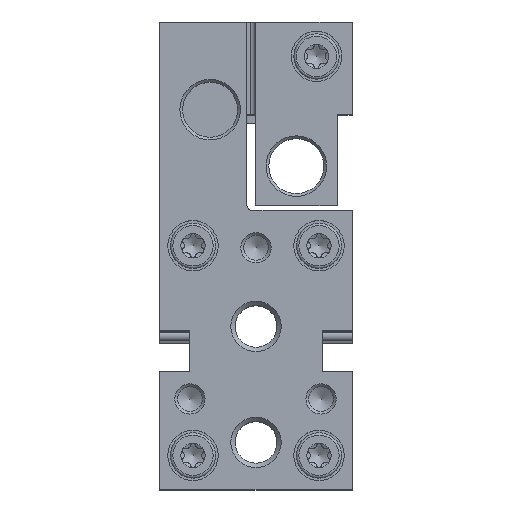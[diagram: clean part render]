
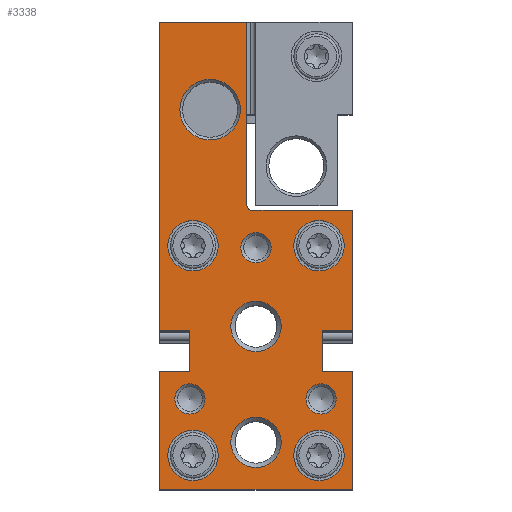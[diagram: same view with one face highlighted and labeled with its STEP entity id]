
A CAD part, top view. The second image highlights one B-rep face of the part: STEP entity #3338.
In plain terms, the highlighted planar face has unit normal (0, 0, 1).
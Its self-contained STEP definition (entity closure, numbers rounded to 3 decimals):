
#259=CIRCLE('',#3550,1.5);
#260=CIRCLE('',#3551,1.5);
#261=CIRCLE('',#3552,1.5);
#262=CIRCLE('',#3553,2.5);
#263=CIRCLE('',#3554,2.5);
#264=CIRCLE('',#3555,2.5);
#265=CIRCLE('',#3556,2.5);
#266=CIRCLE('',#3557,2.5);
#267=CIRCLE('',#3558,2.5);
#268=CIRCLE('',#3559,3.);
#269=CIRCLE('',#3560,0.5);
#408=ORIENTED_EDGE('',*,*,#1148,.T.);
#409=ORIENTED_EDGE('',*,*,#1149,.T.);
#410=ORIENTED_EDGE('',*,*,#1150,.T.);
#411=ORIENTED_EDGE('',*,*,#1151,.T.);
#412=ORIENTED_EDGE('',*,*,#1152,.T.);
#413=ORIENTED_EDGE('',*,*,#1153,.F.);
#414=ORIENTED_EDGE('',*,*,#1154,.F.);
#415=ORIENTED_EDGE('',*,*,#1155,.F.);
#416=ORIENTED_EDGE('',*,*,#1156,.F.);
#417=ORIENTED_EDGE('',*,*,#1157,.T.);
#418=ORIENTED_EDGE('',*,*,#1158,.T.);
#419=ORIENTED_EDGE('',*,*,#1159,.F.);
#420=ORIENTED_EDGE('',*,*,#1160,.T.);
#421=ORIENTED_EDGE('',*,*,#1161,.T.);
#422=ORIENTED_EDGE('',*,*,#1111,.T.);
#423=ORIENTED_EDGE('',*,*,#1162,.T.);
#424=ORIENTED_EDGE('',*,*,#1163,.T.);
#425=ORIENTED_EDGE('',*,*,#1164,.F.);
#426=ORIENTED_EDGE('',*,*,#1165,.F.);
#427=ORIENTED_EDGE('',*,*,#1166,.T.);
#428=ORIENTED_EDGE('',*,*,#1167,.T.);
#429=ORIENTED_EDGE('',*,*,#1168,.F.);
#430=ORIENTED_EDGE('',*,*,#1169,.F.);
#431=ORIENTED_EDGE('',*,*,#1170,.F.);
#432=ORIENTED_EDGE('',*,*,#1171,.T.);
#1111=EDGE_CURVE('',#1482,#1483,#1758,.T.);
#1148=EDGE_CURVE('',#1517,#1517,#259,.T.);
#1149=EDGE_CURVE('',#1518,#1518,#260,.T.);
#1150=EDGE_CURVE('',#1519,#1519,#261,.T.);
#1151=EDGE_CURVE('',#1520,#1520,#262,.T.);
#1152=EDGE_CURVE('',#1521,#1521,#263,.T.);
#1153=EDGE_CURVE('',#1522,#1522,#264,.T.);
#1154=EDGE_CURVE('',#1523,#1523,#265,.T.);
#1155=EDGE_CURVE('',#1524,#1524,#266,.T.);
#1156=EDGE_CURVE('',#1525,#1525,#267,.T.);
#1157=EDGE_CURVE('',#1526,#1526,#268,.T.);
#1158=EDGE_CURVE('',#1527,#1528,#1786,.T.);
#1159=EDGE_CURVE('',#1529,#1528,#1787,.T.);
#1160=EDGE_CURVE('',#1529,#1530,#1788,.T.);
#1161=EDGE_CURVE('',#1530,#1482,#1789,.T.);
#1162=EDGE_CURVE('',#1483,#1531,#1790,.T.);
#1163=EDGE_CURVE('',#1531,#1532,#1791,.T.);
#1164=EDGE_CURVE('',#1533,#1532,#1792,.T.);
#1165=EDGE_CURVE('',#1534,#1533,#1793,.T.);
#1166=EDGE_CURVE('',#1534,#1535,#1794,.T.);
#1167=EDGE_CURVE('',#1535,#1536,#1795,.T.);
#1168=EDGE_CURVE('',#1537,#1536,#1796,.T.);
#1169=EDGE_CURVE('',#1538,#1537,#269,.T.);
#1170=EDGE_CURVE('',#1539,#1538,#1797,.T.);
#1171=EDGE_CURVE('',#1539,#1527,#1798,.T.);
#1482=VERTEX_POINT('',#4667);
#1483=VERTEX_POINT('',#4668);
#1517=VERTEX_POINT('',#4742);
#1518=VERTEX_POINT('',#4744);
#1519=VERTEX_POINT('',#4746);
#1520=VERTEX_POINT('',#4748);
#1521=VERTEX_POINT('',#4750);
#1522=VERTEX_POINT('',#4752);
#1523=VERTEX_POINT('',#4754);
#1524=VERTEX_POINT('',#4756);
#1525=VERTEX_POINT('',#4758);
#1526=VERTEX_POINT('',#4760);
#1527=VERTEX_POINT('',#4762);
#1528=VERTEX_POINT('',#4763);
#1529=VERTEX_POINT('',#4765);
#1530=VERTEX_POINT('',#4767);
#1531=VERTEX_POINT('',#4770);
#1532=VERTEX_POINT('',#4772);
#1533=VERTEX_POINT('',#4774);
#1534=VERTEX_POINT('',#4776);
#1535=VERTEX_POINT('',#4778);
#1536=VERTEX_POINT('',#4780);
#1537=VERTEX_POINT('',#4782);
#1538=VERTEX_POINT('',#4784);
#1539=VERTEX_POINT('',#4786);
#1758=LINE('',#4666,#1950);
#1786=LINE('',#4761,#1978);
#1787=LINE('',#4764,#1979);
#1788=LINE('',#4766,#1980);
#1789=LINE('',#4768,#1981);
#1790=LINE('',#4769,#1982);
#1791=LINE('',#4771,#1983);
#1792=LINE('',#4773,#1984);
#1793=LINE('',#4775,#1985);
#1794=LINE('',#4777,#1986);
#1795=LINE('',#4779,#1987);
#1796=LINE('',#4781,#1988);
#1797=LINE('',#4785,#1989);
#1798=LINE('',#4787,#1990);
#1950=VECTOR('',#3852,1000.);
#1978=VECTOR('',#3924,1000.);
#1979=VECTOR('',#3925,1000.);
#1980=VECTOR('',#3926,1000.);
#1981=VECTOR('',#3927,1000.);
#1982=VECTOR('',#3928,1000.);
#1983=VECTOR('',#3929,1000.);
#1984=VECTOR('',#3930,1000.);
#1985=VECTOR('',#3931,1000.);
#1986=VECTOR('',#3932,1000.);
#1987=VECTOR('',#3933,1000.);
#1988=VECTOR('',#3934,1000.);
#1989=VECTOR('',#3937,1000.);
#1990=VECTOR('',#3938,1000.);
#2151=EDGE_LOOP('',(#408));
#2152=EDGE_LOOP('',(#409));
#2153=EDGE_LOOP('',(#410));
#2154=EDGE_LOOP('',(#411));
#2155=EDGE_LOOP('',(#412));
#2156=EDGE_LOOP('',(#413));
#2157=EDGE_LOOP('',(#414));
#2158=EDGE_LOOP('',(#415));
#2159=EDGE_LOOP('',(#416));
#2160=EDGE_LOOP('',(#417));
#2161=EDGE_LOOP('',(#418,#419,#420,#421,#422,#423,#424,#425,#426,#427,#428,
#429,#430,#431,#432));
#2427=FACE_BOUND('',#2151,.T.);
#2428=FACE_BOUND('',#2152,.T.);
#2429=FACE_BOUND('',#2153,.T.);
#2430=FACE_BOUND('',#2154,.T.);
#2431=FACE_BOUND('',#2155,.T.);
#2432=FACE_BOUND('',#2156,.T.);
#2433=FACE_BOUND('',#2157,.T.);
#2434=FACE_BOUND('',#2158,.T.);
#2435=FACE_BOUND('',#2159,.T.);
#2436=FACE_BOUND('',#2160,.T.);
#2437=FACE_BOUND('',#2161,.T.);
#2702=PLANE('',#3549);
#3338=ADVANCED_FACE('',(#2427,#2428,#2429,#2430,#2431,#2432,#2433,#2434,
#2435,#2436,#2437),#2702,.T.);
#3549=AXIS2_PLACEMENT_3D('',#4740,#3902,#3903);
#3550=AXIS2_PLACEMENT_3D('',#4741,#3904,#3905);
#3551=AXIS2_PLACEMENT_3D('',#4743,#3906,#3907);
#3552=AXIS2_PLACEMENT_3D('',#4745,#3908,#3909);
#3553=AXIS2_PLACEMENT_3D('',#4747,#3910,#3911);
#3554=AXIS2_PLACEMENT_3D('',#4749,#3912,#3913);
#3555=AXIS2_PLACEMENT_3D('',#4751,#3914,#3915);
#3556=AXIS2_PLACEMENT_3D('',#4753,#3916,#3917);
#3557=AXIS2_PLACEMENT_3D('',#4755,#3918,#3919);
#3558=AXIS2_PLACEMENT_3D('',#4757,#3920,#3921);
#3559=AXIS2_PLACEMENT_3D('',#4759,#3922,#3923);
#3560=AXIS2_PLACEMENT_3D('',#4783,#3935,#3936);
#3852=DIRECTION('',(0.,-1.,0.));
#3902=DIRECTION('',(0.,0.,1.));
#3903=DIRECTION('',(1.,0.,0.));
#3904=DIRECTION('',(0.,0.,-1.));
#3905=DIRECTION('',(-1.,0.,0.));
#3906=DIRECTION('',(0.,0.,-1.));
#3907=DIRECTION('',(-1.,0.,0.));
#3908=DIRECTION('',(0.,0.,-1.));
#3909=DIRECTION('',(-1.,0.,0.));
#3910=DIRECTION('',(0.,0.,-1.));
#3911=DIRECTION('',(-1.,0.,0.));
#3912=DIRECTION('',(0.,0.,-1.));
#3913=DIRECTION('',(-1.,0.,0.));
#3914=DIRECTION('',(0.,0.,1.));
#3915=DIRECTION('',(1.,0.,0.));
#3916=DIRECTION('',(0.,0.,1.));
#3917=DIRECTION('',(1.,0.,0.));
#3918=DIRECTION('',(0.,0.,1.));
#3919=DIRECTION('',(1.,0.,0.));
#3920=DIRECTION('',(0.,0.,1.));
#3921=DIRECTION('',(1.,0.,0.));
#3922=DIRECTION('',(0.,0.,-1.));
#3923=DIRECTION('',(-1.,0.,0.));
#3924=DIRECTION('',(0.,-1.,0.));
#3925=DIRECTION('',(-1.,0.,0.));
#3926=DIRECTION('',(0.,-1.,0.));
#3927=DIRECTION('',(-1.,0.,0.));
#3928=DIRECTION('',(1.,0.,0.));
#3929=DIRECTION('',(0.,1.,0.));
#3930=DIRECTION('',(1.,0.,0.));
#3931=DIRECTION('',(0.,-1.,0.));
#3932=DIRECTION('',(1.,0.,0.));
#3933=DIRECTION('',(0.,1.,0.));
#3934=DIRECTION('',(1.,0.,0.));
#3935=DIRECTION('',(0.,0.,1.));
#3936=DIRECTION('',(1.,0.,0.));
#3937=DIRECTION('',(0.,-1.,0.));
#3938=DIRECTION('',(-1.,0.,0.));
#4666=CARTESIAN_POINT('',(-9.55,46.4,0.));
#4667=CARTESIAN_POINT('',(-9.55,11.75,0.));
#4668=CARTESIAN_POINT('',(-9.55,0.,0.));
#4740=CARTESIAN_POINT('',(0.,0.,0.));
#4741=CARTESIAN_POINT('',(-6.55,9.,0.));
#4742=CARTESIAN_POINT('',(-8.05,9.,0.));
#4743=CARTESIAN_POINT('',(6.45,9.,0.));
#4744=CARTESIAN_POINT('',(4.95,9.,0.));
#4745=CARTESIAN_POINT('',(0.,24.,0.));
#4746=CARTESIAN_POINT('',(-1.5,24.,0.));
#4747=CARTESIAN_POINT('',(0.,16.2,0.));
#4748=CARTESIAN_POINT('',(-2.5,16.2,0.));
#4749=CARTESIAN_POINT('',(0.,4.7,0.));
#4750=CARTESIAN_POINT('',(-2.5,4.7,0.));
#4751=CARTESIAN_POINT('',(6.25,3.4,0.));
#4752=CARTESIAN_POINT('',(8.75,3.4,0.));
#4753=CARTESIAN_POINT('',(-6.25,3.4,0.));
#4754=CARTESIAN_POINT('',(-3.75,3.4,0.));
#4755=CARTESIAN_POINT('',(6.25,24.2,0.));
#4756=CARTESIAN_POINT('',(8.75,24.2,0.));
#4757=CARTESIAN_POINT('',(-6.25,24.2,0.));
#4758=CARTESIAN_POINT('',(-3.75,24.2,0.));
#4759=CARTESIAN_POINT('',(-4.55,37.7,0.));
#4760=CARTESIAN_POINT('',(-7.55,37.7,0.));
#4761=CARTESIAN_POINT('',(-9.55,46.4,0.));
#4762=CARTESIAN_POINT('',(-9.55,46.4,0.));
#4763=CARTESIAN_POINT('',(-9.55,15.75,0.));
#4764=CARTESIAN_POINT('',(-6.55,15.75,0.));
#4765=CARTESIAN_POINT('',(-6.55,15.75,0.));
#4766=CARTESIAN_POINT('',(-6.55,15.75,0.));
#4767=CARTESIAN_POINT('',(-6.55,11.75,0.));
#4768=CARTESIAN_POINT('',(-6.55,11.75,0.));
#4769=CARTESIAN_POINT('',(-9.55,0.,0.));
#4770=CARTESIAN_POINT('',(9.55,0.,0.));
#4771=CARTESIAN_POINT('',(9.55,0.,0.));
#4772=CARTESIAN_POINT('',(9.55,11.75,0.));
#4773=CARTESIAN_POINT('',(6.55,11.75,0.));
#4774=CARTESIAN_POINT('',(6.55,11.75,0.));
#4775=CARTESIAN_POINT('',(6.55,15.75,0.));
#4776=CARTESIAN_POINT('',(6.55,15.75,0.));
#4777=CARTESIAN_POINT('',(6.55,15.75,0.));
#4778=CARTESIAN_POINT('',(9.55,15.75,0.));
#4779=CARTESIAN_POINT('',(9.55,0.,0.));
#4780=CARTESIAN_POINT('',(9.55,27.7,0.));
#4781=CARTESIAN_POINT('',(-0.4,27.7,0.));
#4782=CARTESIAN_POINT('',(-0.4,27.7,0.));
#4783=CARTESIAN_POINT('',(-0.4,28.2,0.));
#4784=CARTESIAN_POINT('',(-0.9,28.2,0.));
#4785=CARTESIAN_POINT('',(-0.9,46.4,0.));
#4786=CARTESIAN_POINT('',(-0.9,46.4,0.));
#4787=CARTESIAN_POINT('',(9.55,46.4,0.));
